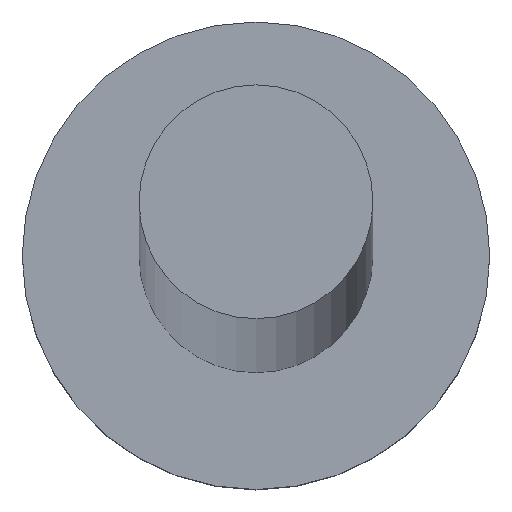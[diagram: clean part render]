
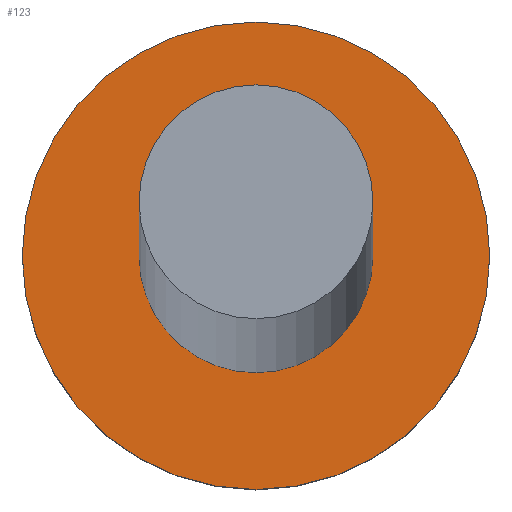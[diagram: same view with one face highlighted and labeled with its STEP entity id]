
A CAD part, top view. The second image highlights one B-rep face of the part: STEP entity #123.
In plain terms, the highlighted planar face has unit normal (0, 0, 1).
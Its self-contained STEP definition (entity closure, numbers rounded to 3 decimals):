
#11 = CARTESIAN_POINT ( 'NONE',  ( 0., 0., 1.5 ) ) ;
#15 = EDGE_CURVE ( 'NONE', #69, #168, #207, .T. ) ;
#19 = DIRECTION ( 'NONE',  ( 1., 0., 0. ) ) ;
#20 = DIRECTION ( 'NONE',  ( 0., 0., 1. ) ) ;
#22 = DIRECTION ( 'NONE',  ( 0., 0., 1. ) ) ;
#30 = PLANE ( 'NONE',  #221 ) ;
#31 = ORIENTED_EDGE ( 'NONE', *, *, #143, .F. ) ;
#38 = CIRCLE ( 'NONE', #113, 0.75 ) ;
#49 = CARTESIAN_POINT ( 'NONE',  ( 0., 0., 1.5 ) ) ;
#57 = CARTESIAN_POINT ( 'NONE',  ( 1.5, 0., 1.5 ) ) ;
#63 = EDGE_CURVE ( 'NONE', #122, #74, #67, .T. ) ;
#67 = CIRCLE ( 'NONE', #255, 0.75 ) ;
#69 = VERTEX_POINT ( 'NONE', #57 ) ;
#73 = CARTESIAN_POINT ( 'NONE',  ( 0., 0., 1.5 ) ) ;
#74 = VERTEX_POINT ( 'NONE', #223 ) ;
#82 = DIRECTION ( 'NONE',  ( 0., 0., 1. ) ) ;
#93 = DIRECTION ( 'NONE',  ( 1., 0., 0. ) ) ;
#99 = CIRCLE ( 'NONE', #146, 1.5 ) ;
#106 = ORIENTED_EDGE ( 'NONE', *, *, #15, .T. ) ;
#109 = CARTESIAN_POINT ( 'NONE',  ( 0.75, 0., 1.5 ) ) ;
#113 = AXIS2_PLACEMENT_3D ( 'NONE', #250, #149, #19 ) ;
#122 = VERTEX_POINT ( 'NONE', #109 ) ;
#123 = ADVANCED_FACE ( 'NONE', ( #175, #252 ), #30, .T. ) ;
#143 = EDGE_CURVE ( 'NONE', #74, #122, #38, .T. ) ;
#146 = AXIS2_PLACEMENT_3D ( 'NONE', #148, #189, #170 ) ;
#148 = CARTESIAN_POINT ( 'NONE',  ( 0., 0., 1.5 ) ) ;
#149 = DIRECTION ( 'NONE',  ( 0., 0., 1. ) ) ;
#163 = EDGE_LOOP ( 'NONE', ( #196, #106 ) ) ;
#167 = DIRECTION ( 'NONE',  ( 1., 0., 0. ) ) ;
#168 = VERTEX_POINT ( 'NONE', #246 ) ;
#170 = DIRECTION ( 'NONE',  ( 1., 0., 0. ) ) ;
#175 = FACE_BOUND ( 'NONE', #213, .T. ) ;
#189 = DIRECTION ( 'NONE',  ( 0., 0., 1. ) ) ;
#193 = EDGE_CURVE ( 'NONE', #168, #69, #99, .T. ) ;
#196 = ORIENTED_EDGE ( 'NONE', *, *, #193, .T. ) ;
#202 = AXIS2_PLACEMENT_3D ( 'NONE', #49, #22, #93 ) ;
#207 = CIRCLE ( 'NONE', #202, 1.5 ) ;
#213 = EDGE_LOOP ( 'NONE', ( #31, #222 ) ) ;
#221 = AXIS2_PLACEMENT_3D ( 'NONE', #73, #20, #233 ) ;
#222 = ORIENTED_EDGE ( 'NONE', *, *, #63, .F. ) ;
#223 = CARTESIAN_POINT ( 'NONE',  ( -0.75, 0., 1.5 ) ) ;
#233 = DIRECTION ( 'NONE',  ( 1., 0., 0. ) ) ;
#246 = CARTESIAN_POINT ( 'NONE',  ( -1.5, 0., 1.5 ) ) ;
#250 = CARTESIAN_POINT ( 'NONE',  ( 0., 0., 1.5 ) ) ;
#252 = FACE_OUTER_BOUND ( 'NONE', #163, .T. ) ;
#255 = AXIS2_PLACEMENT_3D ( 'NONE', #11, #82, #167 ) ;
